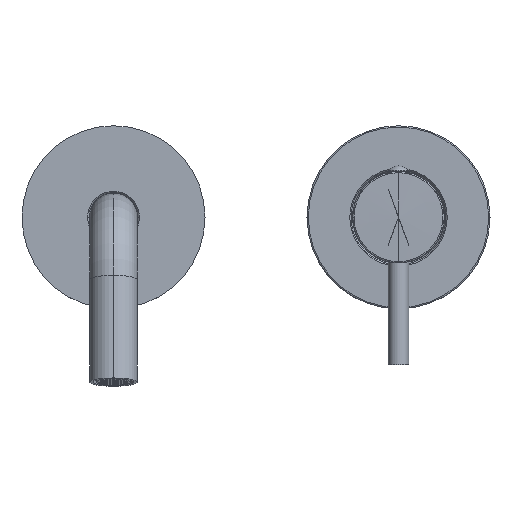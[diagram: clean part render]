
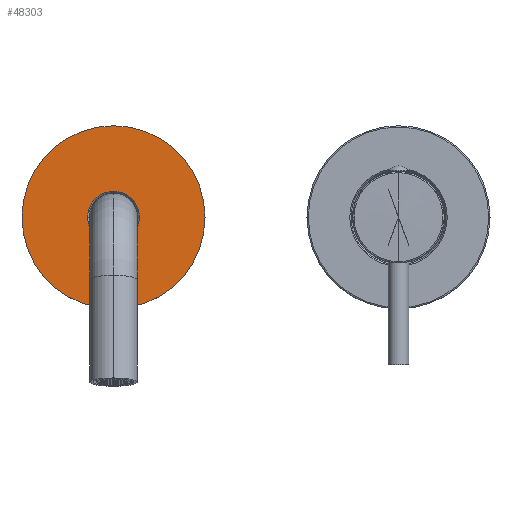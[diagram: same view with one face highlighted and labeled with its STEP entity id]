
A CAD part, top view. The second image highlights one B-rep face of the part: STEP entity #48303.
In plain terms, the highlighted planar face has unit normal (0, 0, 1).
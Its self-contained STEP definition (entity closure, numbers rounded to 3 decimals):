
#47687=CARTESIAN_POINT('',(-109.,0.,59.));
#47688=DIRECTION('',(0.,0.,1.));
#47689=DIRECTION('',(-1.,0.,0.));
#47690=AXIS2_PLACEMENT_3D('',#47687,#47688,#47689);
#47692=CARTESIAN_POINT('',(-109.,0.,59.));
#47693=DIRECTION('',(0.,0.,-1.));
#47694=DIRECTION('',(-1.,0.,0.));
#47695=AXIS2_PLACEMENT_3D('',#47692,#47693,#47694);
#47697=CARTESIAN_POINT('',(-109.,0.,59.));
#47698=DIRECTION('',(0.,0.,1.));
#47699=DIRECTION('',(-1.,0.,0.));
#47700=AXIS2_PLACEMENT_3D('',#47697,#47698,#47699);
#47702=CARTESIAN_POINT('',(-109.,0.,59.));
#47703=DIRECTION('',(0.,0.,1.));
#47704=DIRECTION('',(1.,0.,0.));
#47705=AXIS2_PLACEMENT_3D('',#47702,#47703,#47704);
#47748=CARTESIAN_POINT('',(-144.,0.,59.));
#47750=VERTEX_POINT('',#47748);
#47760=CARTESIAN_POINT('',(-74.,0.,59.));
#47762=VERTEX_POINT('',#47760);
#47791=CARTESIAN_POINT('',(-118.9,0.,59.));
#47792=CARTESIAN_POINT('',(-99.1,0.,59.));
#47793=VERTEX_POINT('',#47791);
#47794=VERTEX_POINT('',#47792);
#48290=CARTESIAN_POINT('',(-109.,0.,59.));
#48291=DIRECTION('',(0.,0.,-1.));
#48292=DIRECTION('',(1.,0.,0.));
#48293=AXIS2_PLACEMENT_3D('',#48290,#48291,#48292);
#48294=PLANE('',#48293);
#48295=ORIENTED_EDGE('',*,*,#48276,.F.);
#48296=ORIENTED_EDGE('',*,*,#48258,.T.);
#48297=EDGE_LOOP('',(#48295,#48296));
#48298=FACE_OUTER_BOUND('',#48297,.F.);
#48299=ORIENTED_EDGE('',*,*,#47842,.T.);
#48300=ORIENTED_EDGE('',*,*,#47864,.T.);
#48301=EDGE_LOOP('',(#48299,#48300));
#48302=FACE_BOUND('',#48301,.F.);
#48303=ADVANCED_FACE('',(#48298,#48302),#48294,.F.);
#47691=CIRCLE('',#47690,35.);
#47696=CIRCLE('',#47695,35.);
#47701=CIRCLE('',#47700,9.9);
#47706=CIRCLE('',#47705,9.9);
#47842=EDGE_CURVE('',#47793,#47794,#47701,.T.);
#47864=EDGE_CURVE('',#47794,#47793,#47706,.T.);
#48258=EDGE_CURVE('',#47750,#47762,#47696,.T.);
#48276=EDGE_CURVE('',#47750,#47762,#47691,.T.);
